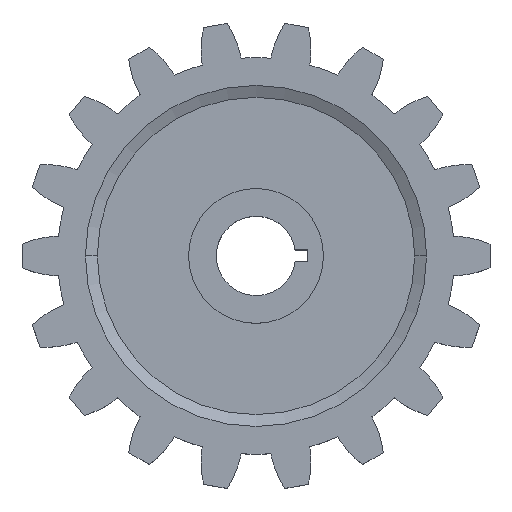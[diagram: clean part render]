
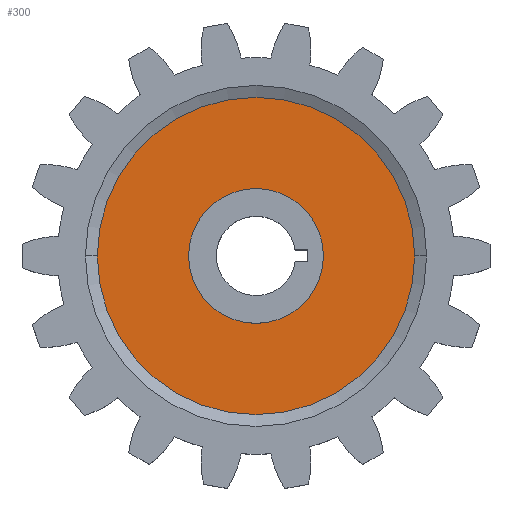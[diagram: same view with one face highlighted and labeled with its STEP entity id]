
A CAD part, top view. The second image highlights one B-rep face of the part: STEP entity #300.
In plain terms, the highlighted planar face has unit normal (0, 0, 1).
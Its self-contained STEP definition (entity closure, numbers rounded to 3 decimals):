
#201=CARTESIAN_POINT('POINT15',(17.,0.,3.5
   ));
#202=VERTEX_POINT('VERTEX15',#201);
#210=CARTESIAN_POINT('POINT16',(-17.,0.,
   3.5));
#211=VERTEX_POINT('VERTEX16',#210);
#218=CARTESIAN_POINT('POS24',(0.,0.,3.5));
#219=DIRECTION('DIR34',(0.,0.,-1.));
#220=DIRECTION('DIR35',(1.,0.,0.));
#221=AXIS2_PLACEMENT_3D('AXIS11',#218,#219,#220);
#222=CIRCLE('ELLIPSE5',#221,17.);
#223=EDGE_CURVE('EDGE22',#202,#211,#222,.T.);
#234=EDGE_CURVE('EDGE23',#211,#202,#222,.T.);
#276=ORIENTED_EDGE('COEDGE51',*,*,#234,.T.);
#277=ORIENTED_EDGE('COEDGE52',*,*,#223,.T.);
#278=EDGE_LOOP('NONE',(#276,#277));
#279=FACE_BOUND('LOOP1',#278,.T.);
#280=CARTESIAN_POINT('POINT19',(40.,0.,3.5));
#281=VERTEX_POINT('VERTEX19',#280);
#282=CARTESIAN_POINT('POINT20',(-40.,0.,3.5
   ));
#283=VERTEX_POINT('VERTEX20',#282);
#284=CARTESIAN_POINT('POS29',(0.,0.,3.5));
#285=DIRECTION('DIR42',(0.,0.,-1.));
#286=DIRECTION('DIR43',(1.,0.,0.));
#287=AXIS2_PLACEMENT_3D('AXIS14',#284,#285,#286);
#288=CIRCLE('ELLIPSE7',#287,40.);
#289=EDGE_CURVE('EDGE28',#281,#283,#288,.T.);
#290=ORIENTED_EDGE('COEDGE53',*,*,#289,.F.);
#291=EDGE_CURVE('EDGE29',#283,#281,#288,.T.);
#292=ORIENTED_EDGE('COEDGE54',*,*,#291,.F.);
#293=EDGE_LOOP('NONE',(#290,#292));
#294=FACE_BOUND('LOOP1',#293,.T.);
#295=CARTESIAN_POINT('POS30',(0.,0.,3.5));
#296=DIRECTION('DIR44',(0.,0.,-1.));
#297=DIRECTION('DIR45',(1.,0.,0.));
#298=AXIS2_PLACEMENT_3D('AXIS15',#295,#296,#297);
#299=PLANE('PLANE6',#298);
#300=ADVANCED_FACE('FACE12',(#279,#294),#299,.F.);
